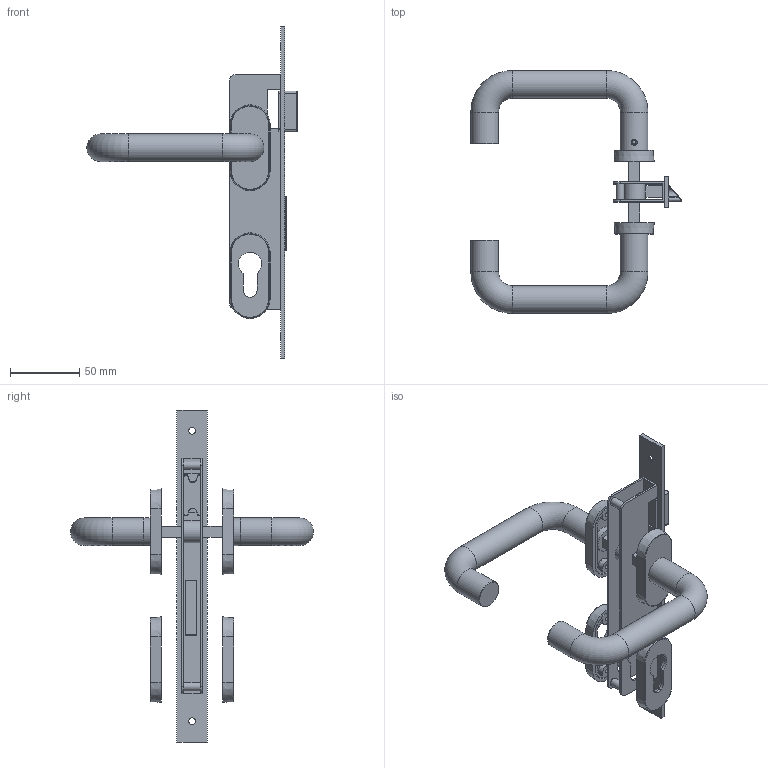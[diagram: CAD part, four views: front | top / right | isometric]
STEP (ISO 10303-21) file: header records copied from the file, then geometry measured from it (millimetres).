
FILE_DESCRIPTION((''),'2;1');
FILE_NAME('620007.iam.stp','2010-09-05T10:34:43',(''),(''),'Autodesk Inventor 2010','Autodesk Inventor 2010','');
FILE_SCHEMA(('AUTOMOTIVE_DESIGN { 1 0 10303 214 1 1 1 1 }'));
Length unit declared in the file: millimetre
Products named in the file (12): 620007; Zámek; Zámek-těleso; Zámek-zástrčka; Zámek-západka; Klika; 620007-vložka; 620007-klika; 620007-krytka; 620007-čep; 620007-vložka klíče; 620007-krytka klíče
Assembly tree (16 placements, depth 3):
  620007
    Zámek
      Zámek-těleso
      Zámek-zástrčka
      Zámek-západka
    Klika
      620007-vložka  x2
      620007-klika  x2
      620007-krytka  x2
    620007-čep
    620007-vložka klíče  x2
    620007-krytka klíče  x2
Bounding box: 152 x 175.6 x 240 mm (x, y, z)
Volume: 195370.1 mm3; surface area: 104803.7 mm2
Topology: 14 solids, 14 shells, 349 faces, 867 edges, 562 vertices
Faces by surface type: plane 174, cylinder 101, bspline 42, torus 16, cone 16
Full cylindrical faces by diameter (mm): 2.5 x2, 6 x2, 16 x1, 17.5 x2, 20 x10
Entity records: 7757 total; most frequent: CARTESIAN_POINT 1885, DIRECTION 1186, ORIENTED_EDGE 1080, EDGE_CURVE 540, AXIS2_PLACEMENT_3D 423, VERTEX_POINT 367, VECTOR 340, LINE 340
